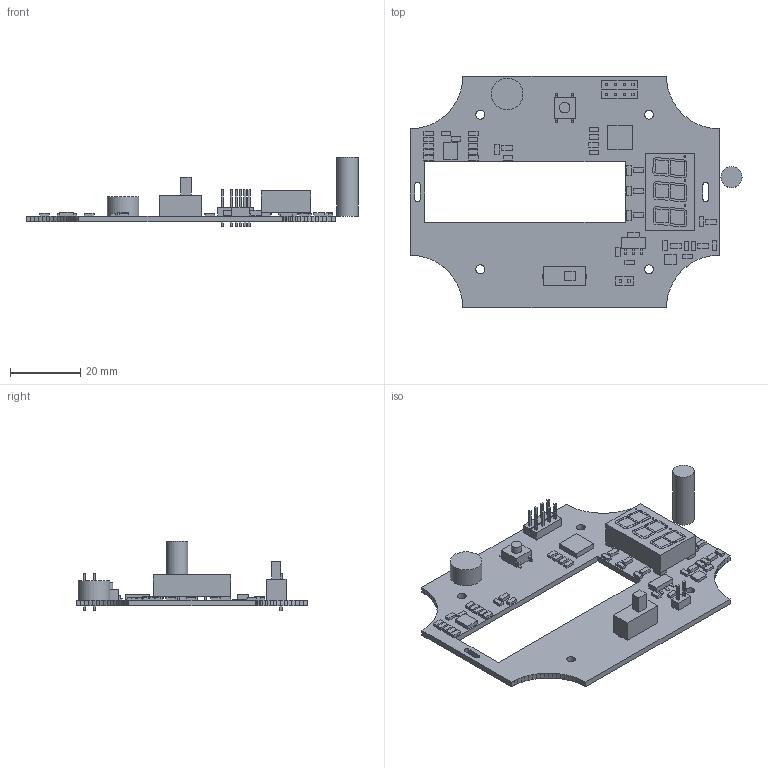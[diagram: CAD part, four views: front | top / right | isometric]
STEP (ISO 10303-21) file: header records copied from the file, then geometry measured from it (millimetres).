
FILE_DESCRIPTION(('Open CASCADE Model'),'2;1');
FILE_NAME('Open CASCADE Shape Model','2015-07-28T18:16:01',('Author'),( 'Open CASCADE'),'Open CASCADE STEP processor 6.2','Open CASCADE 6.2' ,'Unknown');
FILE_SCHEMA(('AUTOMOTIVE_DESIGN { 1 0 10303 214 1 1 1 1 }'));
Length unit declared in the file: millimetre
Products named in the file (126): PCB; Board; La1_1; 656209704; Cylinder; C13; 606952160; Extruded; C12; R6; 675201136; R4; 674862400; U3; 606949728; U2; 606953184; 606952672; 606953056; U1; 719156112; SW2; 943333552; SW1; 606950368; 606947552; R16; R15; R14; R13; R12; R11; R10; R9; R8; R7; R5; R3; R2; R1 ...
Assembly tree (211 placements, depth 4):
  PCB
    Board
    La1_1
      656209704
        Cylinder
    C13
      606952160
        Extruded
    C12
      606952160
        Extruded
    R6
      675201136
        Extruded
    R4
      674862400
        Extruded
    U3
      606949728
        Extruded
    U2
      606953184
        Extruded
      606952672  x3
        Extruded
      606953056
        Extruded
    U1
      719156112
        Extruded
    SW2
      943333552
        Extruded
    SW1
      606950368
        Extruded
      606947552
        Extruded
    R16
      674862400
        Extruded
    R15
      674862400
        Extruded
    R14
      674862400
        Extruded
    R13
      674862400
        Extruded
    R12
      674862400
        Extruded
    R11
      674862400
        Extruded
    R10
      674862400
        Extruded
    R9
Bounding box: 94.48 x 66 x 19.67 mm (x, y, z)
Volume: 10558.2 mm3; surface area: 13002 mm2
Topology: 125 solids, 125 shells, 922 faces, 2016 edges, 1344 vertices
Faces by surface type: plane 874, cylinder 48
Full cylindrical faces by diameter (mm): 0.5 x3, 0.75 x12, 0.8 x2, 0.813 x10, 2.5 x4, 3 x1, 6 x1, 9 x1
Entity records: 26592 total; most frequent: CARTESIAN_POINT 4522, DIRECTION 3938, LINE 2562, VECTOR 2562, ORIENTED_EDGE 1836, PCURVE 1836, DEFINITIONAL_REPRESENTATION 1836, EDGE_CURVE 918
